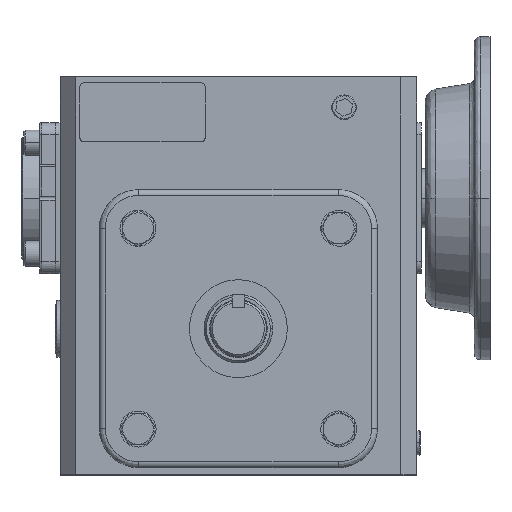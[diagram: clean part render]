
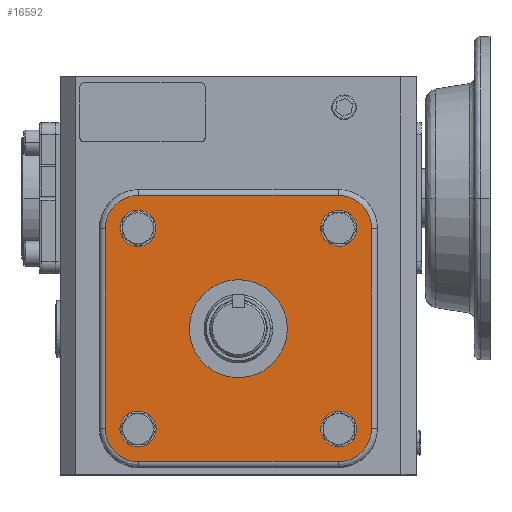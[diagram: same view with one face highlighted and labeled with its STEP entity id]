
A CAD part, top view. The second image highlights one B-rep face of the part: STEP entity #16592.
In plain terms, the highlighted planar face has unit normal (0, 0, 1).
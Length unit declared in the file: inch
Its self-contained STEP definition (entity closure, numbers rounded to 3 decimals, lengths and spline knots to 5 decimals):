
#325 = CARTESIAN_POINT ( 'NONE',  ( -2.67717, 2.00787, 2.87402 ) ) ;
#340 = EDGE_CURVE ( 'NONE', #15986, #7540, #17857, .T. ) ;
#760 = DIRECTION ( 'NONE',  ( -1., 0., 0. ) ) ;
#921 = ORIENTED_EDGE ( 'NONE', *, *, #340, .F. ) ;
#1074 = EDGE_CURVE ( 'NONE', #16109, #2806, #7937, .T. ) ;
#1479 = CIRCLE ( 'NONE', #5024, 0.98425 ) ;
#1535 = AXIS2_PLACEMENT_3D ( 'NONE', #5726, #17374, #7407 ) ;
#2144 = CARTESIAN_POINT ( 'NONE',  ( -0.98425, 0., 2.87402 ) ) ;
#2174 = CARTESIAN_POINT ( 'NONE',  ( -2.67717, 2.00787, 2.87402 ) ) ;
#2265 = DIRECTION ( 'NONE',  ( 0., 0., 1. ) ) ;
#2287 = CARTESIAN_POINT ( 'NONE',  ( 2.00787, -2.67717, 2.87402 ) ) ;
#2806 = VERTEX_POINT ( 'NONE', #16158 ) ;
#3272 = ORIENTED_EDGE ( 'NONE', *, *, #13179, .F. ) ;
#3371 = CARTESIAN_POINT ( 'NONE',  ( 2.00787, 2.67717, 2.87402 ) ) ;
#3564 = CARTESIAN_POINT ( 'NONE',  ( -2.67717, -2.00787, 2.87402 ) ) ;
#3645 = CARTESIAN_POINT ( 'NONE',  ( 2.39994, -2.67717, 2.87402 ) ) ;
#3889 = VERTEX_POINT ( 'NONE', #325 ) ;
#3997 = EDGE_CURVE ( 'NONE', #3889, #10586, #14624, .T. ) ;
#5024 = AXIS2_PLACEMENT_3D ( 'NONE', #12234, #2265, #13910 ) ;
#5052 = CARTESIAN_POINT ( 'NONE',  ( 2.39994, 2.67717, 2.87402 ) ) ;
#5420 = CARTESIAN_POINT ( 'NONE',  ( -2.00787, -2.67717, 2.87402 ) ) ;
#5726 = CARTESIAN_POINT ( 'NONE',  ( 0., 0., 2.87402 ) ) ;
#5880 = CARTESIAN_POINT ( 'NONE',  ( -2.67717, -2.00787, 2.87402 ) ) ;
#5980 = VERTEX_POINT ( 'NONE', #8683 ) ;
#6080 = LINE ( 'NONE', #12029, #18837 ) ;
#6174 = CARTESIAN_POINT ( 'NONE',  ( 2.67717, -2.00787, 2.87402 ) ) ;
#6236 = CARTESIAN_POINT ( 'NONE',  ( 2.67717, 4.52756, 2.87402 ) ) ;
#6686 = ORIENTED_EDGE ( 'NONE', *, *, #16662, .F. ) ;
#7071 = FACE_BOUND ( 'NONE', #19402, .T. ) ;
#7153 = EDGE_CURVE ( 'NONE', #2806, #16109, #1479, .T. ) ;
#7192 = CARTESIAN_POINT ( 'NONE',  ( -2.00787, 2.67717, 2.87402 ) ) ;
#7407 = DIRECTION ( 'NONE',  ( -1., 0., 0. ) ) ;
#7428 = VECTOR ( 'NONE', #17887, 39.37008 ) ;
#7540 = VERTEX_POINT ( 'NONE', #6174 ) ;
#7937 = CIRCLE ( 'NONE', #1535, 0.98425 ) ;
#8225 = ORIENTED_EDGE ( 'NONE', *, *, #13582, .F. ) ;
#8395 = CARTESIAN_POINT ( 'NONE',  ( 2.67717, 2.00787, 2.87402 ) ) ;
#8683 = CARTESIAN_POINT ( 'NONE',  ( 2.00787, 2.67717, 2.87402 ) ) ;
#9794 = EDGE_LOOP ( 'NONE', ( #6686, #16378, #10541, #20046, #921, #3272, #8225, #11190 ) ) ;
#9933 = VECTOR ( 'NONE', #11931, 39.37008 ) ;
#10189 = CARTESIAN_POINT ( 'NONE',  ( -2.00787, -2.67717, 2.87402 ) ) ;
#10263 = CARTESIAN_POINT ( 'NONE',  ( -2.67717, 4.52756, 2.87402 ) ) ;
#10541 = ORIENTED_EDGE ( 'NONE', *, *, #15141, .F. ) ;
#10586 = VERTEX_POINT ( 'NONE', #11312 ) ;
#10726 = DIRECTION ( 'NONE',  ( 0., 0., 1. ) ) ;
#11023 =( BOUNDED_CURVE ( )  B_SPLINE_CURVE ( 3, ( #11926, #13611, #3645, #15274 ),
 .UNSPECIFIED., .F., .F. ) 
 B_SPLINE_CURVE_WITH_KNOTS ( ( 4, 4 ),
 ( 0., 1. ),
 .UNSPECIFIED. ) 
 CURVE ( )  GEOMETRIC_REPRESENTATION_ITEM ( )  RATIONAL_B_SPLINE_CURVE ( ( 1., 0.805, 0.805, 1. ) ) 
 REPRESENTATION_ITEM ( '' )  );
#11190 = ORIENTED_EDGE ( 'NONE', *, *, #3997, .F. ) ;
#11312 = CARTESIAN_POINT ( 'NONE',  ( -2.00787, 2.67717, 2.87402 ) ) ;
#11519 = VECTOR ( 'NONE', #15794, 39.37008 ) ;
#11926 = CARTESIAN_POINT ( 'NONE',  ( 2.67717, -2.00787, 2.87402 ) ) ;
#11931 = DIRECTION ( 'NONE',  ( 0., 1., 0. ) ) ;
#11945 = AXIS2_PLACEMENT_3D ( 'NONE', #17368, #10726, #760 ) ;
#12029 = CARTESIAN_POINT ( 'NONE',  ( 0., 2.67717, 2.87402 ) ) ;
#12099 = DIRECTION ( 'NONE',  ( 1., 0., 0. ) ) ;
#12130 = CARTESIAN_POINT ( 'NONE',  ( -2.67717, 2.39994, 2.87402 ) ) ;
#12211 = ORIENTED_EDGE ( 'NONE', *, *, #1074, .F. ) ;
#12234 = CARTESIAN_POINT ( 'NONE',  ( 0., 0., 2.87402 ) ) ;
#12459 = CARTESIAN_POINT ( 'NONE',  ( 0., -2.67717, 2.87402 ) ) ;
#13179 = EDGE_CURVE ( 'NONE', #5980, #15986, #19030, .T. ) ;
#13535 = CARTESIAN_POINT ( 'NONE',  ( -2.67717, -2.39994, 2.87402 ) ) ;
#13582 = EDGE_CURVE ( 'NONE', #10586, #5980, #6080, .T. ) ;
#13611 = CARTESIAN_POINT ( 'NONE',  ( 2.67717, -2.39994, 2.87402 ) ) ;
#13675 = VERTEX_POINT ( 'NONE', #2287 ) ;
#13910 = DIRECTION ( 'NONE',  ( -1., 0., 0. ) ) ;
#14624 =( BOUNDED_CURVE ( )  B_SPLINE_CURVE ( 3, ( #2174, #12130, #17165, #7192 ),
 .UNSPECIFIED., .F., .F. ) 
 B_SPLINE_CURVE_WITH_KNOTS ( ( 4, 4 ),
 ( 0., 1. ),
 .UNSPECIFIED. ) 
 CURVE ( )  GEOMETRIC_REPRESENTATION_ITEM ( )  RATIONAL_B_SPLINE_CURVE ( ( 1., 0.805, 0.805, 1. ) ) 
 REPRESENTATION_ITEM ( '' )  );
#14880 = LINE ( 'NONE', #10263, #9933 ) ;
#15141 = EDGE_CURVE ( 'NONE', #13675, #16810, #20404, .T. ) ;
#15274 = CARTESIAN_POINT ( 'NONE',  ( 2.00787, -2.67717, 2.87402 ) ) ;
#15744 = VERTEX_POINT ( 'NONE', #5880 ) ;
#15794 = DIRECTION ( 'NONE',  ( -1., 0., 0. ) ) ;
#15986 = VERTEX_POINT ( 'NONE', #18456 ) ;
#16109 = VERTEX_POINT ( 'NONE', #2144 ) ;
#16158 = CARTESIAN_POINT ( 'NONE',  ( 0.98425, 0., 2.87402 ) ) ;
#16378 = ORIENTED_EDGE ( 'NONE', *, *, #20676, .F. ) ;
#16592 = ADVANCED_FACE ( 'NONE', ( #7071, #19837 ), #20712, .T. ) ;
#16662 = EDGE_CURVE ( 'NONE', #15744, #3889, #14880, .T. ) ;
#16810 = VERTEX_POINT ( 'NONE', #5420 ) ;
#17165 = CARTESIAN_POINT ( 'NONE',  ( -2.39994, 2.67717, 2.87402 ) ) ;
#17368 = CARTESIAN_POINT ( 'NONE',  ( 0., 0., 2.87402 ) ) ;
#17374 = DIRECTION ( 'NONE',  ( 0., 0., 1. ) ) ;
#17857 = LINE ( 'NONE', #6236, #7428 ) ;
#17887 = DIRECTION ( 'NONE',  ( 0., -1., 0. ) ) ;
#18357 = CARTESIAN_POINT ( 'NONE',  ( 2.67717, 2.39994, 2.87402 ) ) ;
#18456 = CARTESIAN_POINT ( 'NONE',  ( 2.67717, 2.00787, 2.87402 ) ) ;
#18837 = VECTOR ( 'NONE', #12099, 39.37008 ) ;
#19030 =( BOUNDED_CURVE ( )  B_SPLINE_CURVE ( 3, ( #3371, #5052, #18357, #8395 ),
 .UNSPECIFIED., .F., .T. ) 
 B_SPLINE_CURVE_WITH_KNOTS ( ( 4, 4 ),
 ( 0., 1. ),
 .UNSPECIFIED. ) 
 CURVE ( )  GEOMETRIC_REPRESENTATION_ITEM ( )  RATIONAL_B_SPLINE_CURVE ( ( 1., 0.805, 0.805, 1. ) ) 
 REPRESENTATION_ITEM ( '' )  );
#19402 = EDGE_LOOP ( 'NONE', ( #12211, #19609 ) ) ;
#19609 = ORIENTED_EDGE ( 'NONE', *, *, #7153, .F. ) ;
#19837 = FACE_OUTER_BOUND ( 'NONE', #9794, .T. ) ;
#20046 = ORIENTED_EDGE ( 'NONE', *, *, #20207, .F. ) ;
#20168 = CARTESIAN_POINT ( 'NONE',  ( -2.39994, -2.67717, 2.87402 ) ) ;
#20207 = EDGE_CURVE ( 'NONE', #7540, #13675, #11023, .T. ) ;
#20404 = LINE ( 'NONE', #12459, #11519 ) ;
#20676 = EDGE_CURVE ( 'NONE', #16810, #15744, #21055, .T. ) ;
#20712 = PLANE ( 'NONE',  #11945 ) ;
#21055 =( BOUNDED_CURVE ( )  B_SPLINE_CURVE ( 3, ( #10189, #20168, #13535, #3564 ),
 .UNSPECIFIED., .F., .F. ) 
 B_SPLINE_CURVE_WITH_KNOTS ( ( 4, 4 ),
 ( 0., 1. ),
 .UNSPECIFIED. ) 
 CURVE ( )  GEOMETRIC_REPRESENTATION_ITEM ( )  RATIONAL_B_SPLINE_CURVE ( ( 1., 0.805, 0.805, 1. ) ) 
 REPRESENTATION_ITEM ( '' )  );
